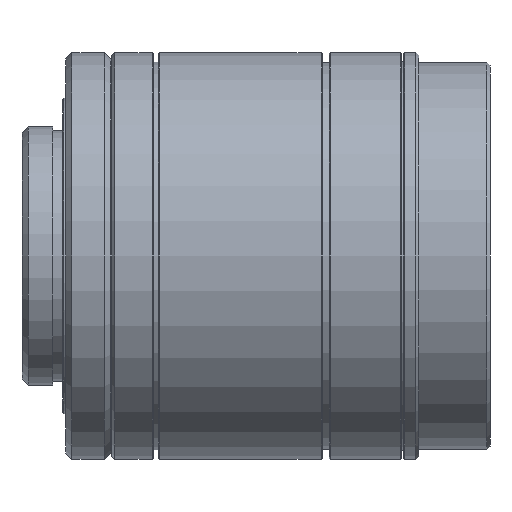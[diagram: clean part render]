
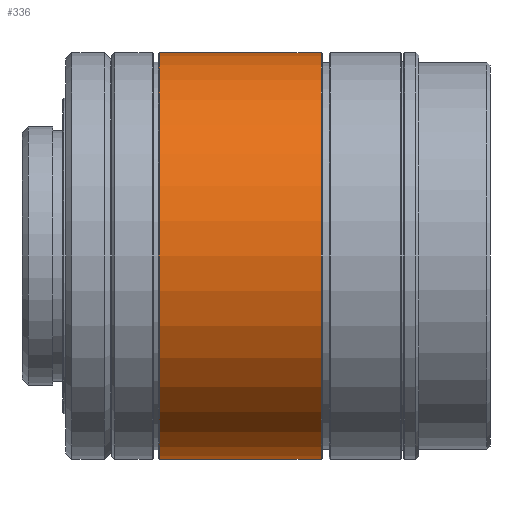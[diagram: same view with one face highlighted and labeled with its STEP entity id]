
A CAD part, front view. The second image highlights one B-rep face of the part: STEP entity #336.
In plain terms, the highlighted cylindrical face has radius 20 mm (diameter 40 mm), a full revolution.
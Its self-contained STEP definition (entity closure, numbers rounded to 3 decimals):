
#60 = AXIS2_PLACEMENT_3D ( 'NONE', #790, #1167, #515 ) ;
#201 = AXIS2_PLACEMENT_3D ( 'NONE', #645, #921, #291 ) ;
#244 = CIRCLE ( 'NONE', #60, 20. ) ;
#291 = DIRECTION ( 'NONE',  ( 0., 0., 1. ) ) ;
#307 = DIRECTION ( 'NONE',  ( 0., 0., 1. ) ) ;
#317 = FACE_OUTER_BOUND ( 'NONE', #1125, .T. ) ;
#336 = ADVANCED_FACE ( 'NONE', ( #853, #317 ), #1041, .T. ) ;
#353 = VERTEX_POINT ( 'NONE', #653 ) ;
#439 = ORIENTED_EDGE ( 'NONE', *, *, #909, .T. ) ;
#482 = EDGE_CURVE ( 'NONE', #353, #353, #244, .T. ) ;
#515 = DIRECTION ( 'NONE',  ( 0., 0., 1. ) ) ;
#645 = CARTESIAN_POINT ( 'NONE',  ( 25.4, 0., 0. ) ) ;
#653 = CARTESIAN_POINT ( 'NONE',  ( 9.5, 0., 20. ) ) ;
#774 = DIRECTION ( 'NONE',  ( -1., 0., 0. ) ) ;
#790 = CARTESIAN_POINT ( 'NONE',  ( 9.5, 0., 0. ) ) ;
#853 = FACE_OUTER_BOUND ( 'NONE', #1036, .T. ) ;
#877 = CARTESIAN_POINT ( 'NONE',  ( -7.663, 0., 0. ) ) ;
#909 = EDGE_CURVE ( 'NONE', #1199, #1199, #917, .T. ) ;
#917 = CIRCLE ( 'NONE', #201, 20. ) ;
#921 = DIRECTION ( 'NONE',  ( -1., 0., 0. ) ) ;
#991 = ORIENTED_EDGE ( 'NONE', *, *, #482, .F. ) ;
#1029 = CARTESIAN_POINT ( 'NONE',  ( 25.4, 0., 20. ) ) ;
#1036 = EDGE_LOOP ( 'NONE', ( #439 ) ) ;
#1041 = CYLINDRICAL_SURFACE ( 'NONE', #1191, 20. ) ;
#1125 = EDGE_LOOP ( 'NONE', ( #991 ) ) ;
#1167 = DIRECTION ( 'NONE',  ( -1., 0., 0. ) ) ;
#1191 = AXIS2_PLACEMENT_3D ( 'NONE', #877, #774, #307 ) ;
#1199 = VERTEX_POINT ( 'NONE', #1029 ) ;
